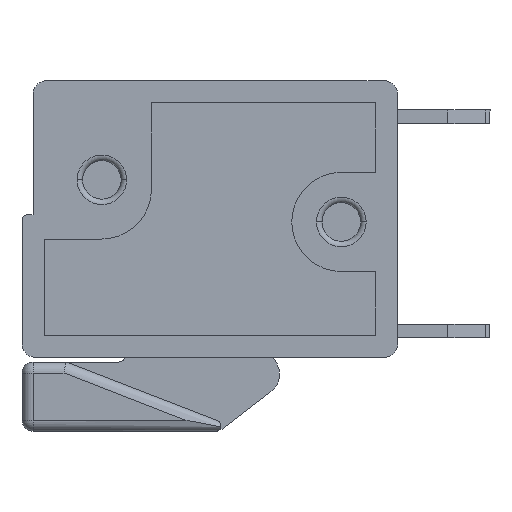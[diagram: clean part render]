
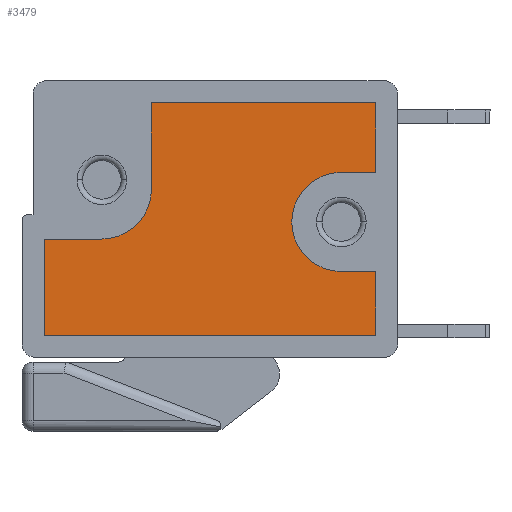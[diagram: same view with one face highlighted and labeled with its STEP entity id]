
A CAD part, left-side view. The second image highlights one B-rep face of the part: STEP entity #3479.
In plain terms, the highlighted face is planar.
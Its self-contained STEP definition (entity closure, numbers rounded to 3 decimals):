
#67 = CARTESIAN_POINT ( 'NONE',  ( 2.975, 0.105, -5.02 ) ) ;
#150 = CARTESIAN_POINT ( 'NONE',  ( -6.025, 0.725, -5.02 ) ) ;
#168 = CARTESIAN_POINT ( 'NONE',  ( 4.775, 1.905, -5.02 ) ) ;
#172 = CARTESIAN_POINT ( 'NONE',  ( -6.025, 4.225, -5.02 ) ) ;
#291 = EDGE_CURVE ( 'NONE', #874, #5768, #6742, .T. ) ;
#299 = VECTOR ( 'NONE', #6333, 1000. ) ;
#491 = VECTOR ( 'NONE', #4593, 1000. ) ;
#547 = EDGE_CURVE ( 'NONE', #6051, #3688, #4044, .T. ) ;
#659 = CARTESIAN_POINT ( 'NONE',  ( -3.925, 0.725, -5.02 ) ) ;
#705 = LINE ( 'NONE', #3618, #299 ) ;
#706 = EDGE_CURVE ( 'NONE', #4699, #5803, #1774, .T. ) ;
#746 = DIRECTION ( 'NONE',  ( 0., 1., 0. ) ) ;
#832 = ORIENTED_EDGE ( 'NONE', *, *, #291, .T. ) ;
#874 = VERTEX_POINT ( 'NONE', #6859 ) ;
#998 = VERTEX_POINT ( 'NONE', #8006 ) ;
#999 = DIRECTION ( 'NONE',  ( -1., 0., 0. ) ) ;
#1208 = CARTESIAN_POINT ( 'NONE',  ( -2.125, -4.225, -5.02 ) ) ;
#1449 = LINE ( 'NONE', #5336, #3422 ) ;
#1483 = CARTESIAN_POINT ( 'NONE',  ( 4.775, -1.695, -5.02 ) ) ;
#1774 = CIRCLE ( 'NONE', #5485, 1.8 ) ;
#1783 = VERTEX_POINT ( 'NONE', #1208 ) ;
#1845 = CARTESIAN_POINT ( 'NONE',  ( 6.025, -4.225, -5.02 ) ) ;
#1879 = LINE ( 'NONE', #8160, #3621 ) ;
#1974 = VECTOR ( 'NONE', #2555, 1000. ) ;
#2120 = EDGE_CURVE ( 'NONE', #998, #1783, #2917, .T. ) ;
#2142 = DIRECTION ( 'NONE',  ( -1., 0., 0. ) ) ;
#2158 = VECTOR ( 'NONE', #746, 1000. ) ;
#2159 = DIRECTION ( 'NONE',  ( -1., 0., 0. ) ) ;
#2177 = LINE ( 'NONE', #3638, #1974 ) ;
#2182 = DIRECTION ( 'NONE',  ( 0., 0., -1. ) ) ;
#2241 = CARTESIAN_POINT ( 'NONE',  ( -3.925, -1.075, -5.02 ) ) ;
#2253 = LINE ( 'NONE', #4554, #491 ) ;
#2555 = DIRECTION ( 'NONE',  ( -1., 0., 0. ) ) ;
#2585 = PLANE ( 'NONE',  #7592 ) ;
#2617 = LINE ( 'NONE', #3332, #6022 ) ;
#2769 = EDGE_CURVE ( 'NONE', #5954, #4699, #1879, .T. ) ;
#2915 = EDGE_CURVE ( 'NONE', #5768, #4109, #2177, .T. ) ;
#2917 = LINE ( 'NONE', #1845, #4453 ) ;
#2973 = DIRECTION ( 'NONE',  ( 0., -1., 0. ) ) ;
#3034 = AXIS2_PLACEMENT_3D ( 'NONE', #7969, #7992, #8004 ) ;
#3220 = CARTESIAN_POINT ( 'NONE',  ( 4.775, 0.105, -5.02 ) ) ;
#3323 = VERTEX_POINT ( 'NONE', #4738 ) ;
#3332 = CARTESIAN_POINT ( 'NONE',  ( 6.025, 4.225, -5.02 ) ) ;
#3422 = VECTOR ( 'NONE', #5386, 1000. ) ;
#3479 = ADVANCED_FACE ( 'NONE', ( #5895 ), #2585, .T. ) ;
#3618 = CARTESIAN_POINT ( 'NONE',  ( -2.125, -4.225, -5.02 ) ) ;
#3621 = VECTOR ( 'NONE', #7279, 1000. ) ;
#3638 = CARTESIAN_POINT ( 'NONE',  ( -3.925, 0.725, -5.02 ) ) ;
#3664 = ORIENTED_EDGE ( 'NONE', *, *, #2915, .T. ) ;
#3688 = VERTEX_POINT ( 'NONE', #7324 ) ;
#4044 = LINE ( 'NONE', #5598, #4132 ) ;
#4109 = VERTEX_POINT ( 'NONE', #5104 ) ;
#4132 = VECTOR ( 'NONE', #5314, 1000. ) ;
#4252 = EDGE_LOOP ( 'NONE', ( #832, #3664, #7365, #5366, #5946, #5550, #5747, #5462, #5982, #6192, #6389, #6474 ) ) ;
#4258 = EDGE_CURVE ( 'NONE', #3323, #5954, #2617, .T. ) ;
#4310 = LINE ( 'NONE', #150, #2158 ) ;
#4453 = VECTOR ( 'NONE', #2159, 1000. ) ;
#4485 = VERTEX_POINT ( 'NONE', #172 ) ;
#4554 = CARTESIAN_POINT ( 'NONE',  ( 6.025, -1.695, -5.02 ) ) ;
#4593 = DIRECTION ( 'NONE',  ( 0., -1., 0. ) ) ;
#4699 = VERTEX_POINT ( 'NONE', #168 ) ;
#4738 = CARTESIAN_POINT ( 'NONE',  ( 6.025, 4.225, -5.02 ) ) ;
#4856 = EDGE_CURVE ( 'NONE', #4485, #3323, #1449, .T. ) ;
#5104 = CARTESIAN_POINT ( 'NONE',  ( -6.025, 0.725, -5.02 ) ) ;
#5239 = CARTESIAN_POINT ( 'NONE',  ( 6.025, 1.905, -5.02 ) ) ;
#5314 = DIRECTION ( 'NONE',  ( 1., 0., 0. ) ) ;
#5336 = CARTESIAN_POINT ( 'NONE',  ( -6.025, 4.225, -5.02 ) ) ;
#5351 = DIRECTION ( 'NONE',  ( -1., 0., 0. ) ) ;
#5366 = ORIENTED_EDGE ( 'NONE', *, *, #4856, .T. ) ;
#5386 = DIRECTION ( 'NONE',  ( 1., 0., 0. ) ) ;
#5462 = ORIENTED_EDGE ( 'NONE', *, *, #7386, .T. ) ;
#5464 = DIRECTION ( 'NONE',  ( 0., 0., 1. ) ) ;
#5485 = AXIS2_PLACEMENT_3D ( 'NONE', #3220, #6183, #999 ) ;
#5498 = CARTESIAN_POINT ( 'NONE',  ( 4.775, 0.105, -5.02 ) ) ;
#5550 = ORIENTED_EDGE ( 'NONE', *, *, #2769, .T. ) ;
#5598 = CARTESIAN_POINT ( 'NONE',  ( 4.775, -1.695, -5.02 ) ) ;
#5747 = ORIENTED_EDGE ( 'NONE', *, *, #706, .T. ) ;
#5768 = VERTEX_POINT ( 'NONE', #659 ) ;
#5803 = VERTEX_POINT ( 'NONE', #67 ) ;
#5895 = FACE_OUTER_BOUND ( 'NONE', #4252, .T. ) ;
#5946 = ORIENTED_EDGE ( 'NONE', *, *, #4258, .T. ) ;
#5954 = VERTEX_POINT ( 'NONE', #5239 ) ;
#5982 = ORIENTED_EDGE ( 'NONE', *, *, #547, .T. ) ;
#5989 = EDGE_CURVE ( 'NONE', #1783, #874, #705, .T. ) ;
#6022 = VECTOR ( 'NONE', #2973, 1000. ) ;
#6051 = VERTEX_POINT ( 'NONE', #1483 ) ;
#6183 = DIRECTION ( 'NONE',  ( 0., 0., 1. ) ) ;
#6192 = ORIENTED_EDGE ( 'NONE', *, *, #6445, .T. ) ;
#6333 = DIRECTION ( 'NONE',  ( 0., 1., 0. ) ) ;
#6389 = ORIENTED_EDGE ( 'NONE', *, *, #2120, .T. ) ;
#6445 = EDGE_CURVE ( 'NONE', #3688, #998, #2253, .T. ) ;
#6474 = ORIENTED_EDGE ( 'NONE', *, *, #5989, .T. ) ;
#6742 = CIRCLE ( 'NONE', #3034, 1.8 ) ;
#6859 = CARTESIAN_POINT ( 'NONE',  ( -2.125, -1.075, -5.02 ) ) ;
#7279 = DIRECTION ( 'NONE',  ( -1., 0., 0. ) ) ;
#7324 = CARTESIAN_POINT ( 'NONE',  ( 6.025, -1.695, -5.02 ) ) ;
#7365 = ORIENTED_EDGE ( 'NONE', *, *, #7816, .T. ) ;
#7386 = EDGE_CURVE ( 'NONE', #5803, #6051, #7765, .T. ) ;
#7512 = AXIS2_PLACEMENT_3D ( 'NONE', #5498, #5464, #5351 ) ;
#7592 = AXIS2_PLACEMENT_3D ( 'NONE', #2241, #2182, #2142 ) ;
#7765 = CIRCLE ( 'NONE', #7512, 1.8 ) ;
#7816 = EDGE_CURVE ( 'NONE', #4109, #4485, #4310, .T. ) ;
#7969 = CARTESIAN_POINT ( 'NONE',  ( -3.925, -1.075, -5.02 ) ) ;
#7992 = DIRECTION ( 'NONE',  ( 0., 0., 1. ) ) ;
#8004 = DIRECTION ( 'NONE',  ( -1., 0., 0. ) ) ;
#8006 = CARTESIAN_POINT ( 'NONE',  ( 6.025, -4.225, -5.02 ) ) ;
#8160 = CARTESIAN_POINT ( 'NONE',  ( 6.025, 1.905, -5.02 ) ) ;
